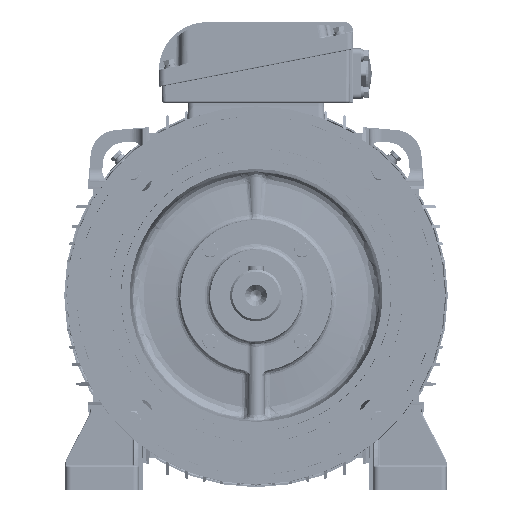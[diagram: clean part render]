
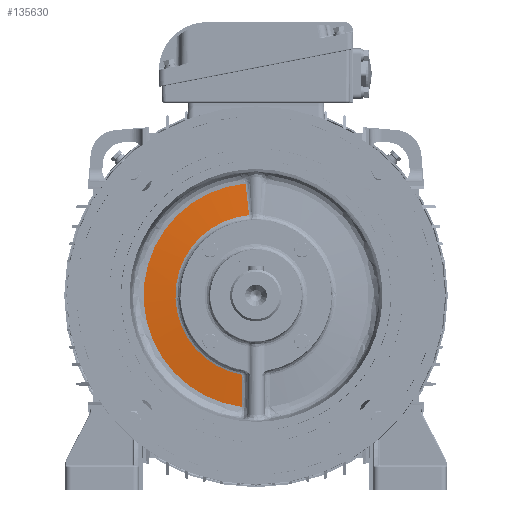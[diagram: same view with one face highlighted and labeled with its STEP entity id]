
A CAD part, front view. The second image highlights one B-rep face of the part: STEP entity #135630.
In plain terms, the highlighted conical face has half-angle 85 degrees and reference radius 103.99 mm.
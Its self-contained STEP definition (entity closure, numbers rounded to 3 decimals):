
#9023 = CARTESIAN_POINT ( 'NONE',  ( 0., 59.026, 0. ) ) ;
#9024 = DIRECTION ( 'NONE',  ( 0., -1., 0. ) ) ;
#9025 = DIRECTION ( 'NONE',  ( 0., 0., -1. ) ) ;
#9362 = B_SPLINE_CURVE_WITH_KNOTS ( 'NONE', 3,
 ( #90347, #90348, #90349, #90350, #90351, #90352, #90353, #90354, #90355, #90356, #90357, #90358, #90359, #90360, #90361, #90362, #90363 ),
 .UNSPECIFIED., .F., .F.,
 ( 4, 2, 2, 1, 1, 1, 1, 1, 2, 2, 4 ),
 ( 0., 0.25, 0.375, 0.438, 0.469, 0.484, 0.492, 0.496, 0.498, 0.5, 1. ),
 .UNSPECIFIED. ) ;
#9369 = B_SPLINE_CURVE_WITH_KNOTS ( 'NONE', 3,
 ( #90368, #90369, #90370, #90371, #90372, #90373, #90374, #90375, #90376, #90377, #90378, #90379, #90380, #90381, #90382, #90383, #90384, #90385, #90386, #90387, #90388, #90389, #90390, #90391, #90392, #90393, #90394, #90395, #90396, #90397 ),
 .UNSPECIFIED., .F., .F.,
 ( 4, 2, 2, 1, 1, 1, 1, 1, 2, 2, 2, 1, 1, 1, 1, 1, 1, 1, 2, 2, 4 ),
 ( 0., 0.125, 0.188, 0.219, 0.234, 0.242, 0.246, 0.248, 0.249, 0.25, 0.375, 0.438, 0.469, 0.484, 0.492, 0.496, 0.498, 0.499, 0.5, 0.5, 1. ),
 .UNSPECIFIED. ) ;
#24521 = CIRCLE ( 'NONE', #115085, 103.989 ) ;
#24522 = CIRCLE ( 'NONE', #115099, 74.564 ) ;
#24725 = CONICAL_SURFACE ( 'NONE', #28026, 103.989, 1.484 ) ;
#28025 = FACE_OUTER_BOUND ( 'NONE', #41385, .T. ) ;
#28026 = AXIS2_PLACEMENT_3D ( 'NONE', #9023, #9024, #9025 ) ;
#41385 = EDGE_LOOP ( 'NONE', ( #65766, #65764, #105757, #65765 ) ) ;
#46085 = CARTESIAN_POINT ( 'NONE',  ( 12.946, 59.026, -103.181 ) ) ;
#46087 = CARTESIAN_POINT ( 'NONE',  ( 9.677, 59.026, 103.538 ) ) ;
#46113 = CARTESIAN_POINT ( 'NONE',  ( 12.924, 61.601, -73.436 ) ) ;
#46117 = CARTESIAN_POINT ( 'NONE',  ( 6.399, 61.601, 74.289 ) ) ;
#65764 = ORIENTED_EDGE ( 'NONE', *, *, #112234, .T. ) ;
#65765 = ORIENTED_EDGE ( 'NONE', *, *, #112236, .T. ) ;
#65766 = ORIENTED_EDGE ( 'NONE', *, *, #112210, .T. ) ;
#90347 = CARTESIAN_POINT ( 'NONE',  ( 12.946, 59.026, -103.181 ) ) ;
#90348 = CARTESIAN_POINT ( 'NONE',  ( 12.944, 59.266, -100.421 ) ) ;
#90349 = CARTESIAN_POINT ( 'NONE',  ( 12.943, 59.497, -97.762 ) ) ;
#90350 = CARTESIAN_POINT ( 'NONE',  ( 12.941, 59.829, -93.924 ) ) ;
#90351 = CARTESIAN_POINT ( 'NONE',  ( 12.94, 59.938, -92.669 ) ) ;
#90352 = CARTESIAN_POINT ( 'NONE',  ( 12.939, 60.098, -90.825 ) ) ;
#90353 = CARTESIAN_POINT ( 'NONE',  ( 12.938, 60.177, -89.913 ) ) ;
#90354 = CARTESIAN_POINT ( 'NONE',  ( 12.937, 60.268, -88.864 ) ) ;
#90355 = CARTESIAN_POINT ( 'NONE',  ( 12.937, 60.313, -88.344 ) ) ;
#90356 = CARTESIAN_POINT ( 'NONE',  ( 12.937, 60.335, -88.085 ) ) ;
#90357 = CARTESIAN_POINT ( 'NONE',  ( 12.937, 60.346, -87.956 ) ) ;
#90358 = CARTESIAN_POINT ( 'NONE',  ( 12.937, 60.351, -87.9 ) ) ;
#90359 = CARTESIAN_POINT ( 'NONE',  ( 12.937, 60.354, -87.864 ) ) ;
#90360 = CARTESIAN_POINT ( 'NONE',  ( 12.937, 60.356, -87.847 ) ) ;
#90361 = CARTESIAN_POINT ( 'NONE',  ( 12.933, 60.808, -82.618 ) ) ;
#90362 = CARTESIAN_POINT ( 'NONE',  ( 12.929, 61.223, -77.821 ) ) ;
#90363 = CARTESIAN_POINT ( 'NONE',  ( 12.924, 61.601, -73.436 ) ) ;
#90368 = CARTESIAN_POINT ( 'NONE',  ( 6.399, 61.601, 74.289 ) ) ;
#90369 = CARTESIAN_POINT ( 'NONE',  ( 6.577, 61.501, 75.412 ) ) ;
#90370 = CARTESIAN_POINT ( 'NONE',  ( 6.755, 61.397, 76.594 ) ) ;
#90371 = CARTESIAN_POINT ( 'NONE',  ( 7.021, 61.233, 78.457 ) ) ;
#90372 = CARTESIAN_POINT ( 'NONE',  ( 7.109, 61.177, 79.092 ) ) ;
#90373 = CARTESIAN_POINT ( 'NONE',  ( 7.241, 61.091, 80.068 ) ) ;
#90374 = CARTESIAN_POINT ( 'NONE',  ( 7.307, 61.047, 80.561 ) ) ;
#90375 = CARTESIAN_POINT ( 'NONE',  ( 7.383, 60.995, 81.147 ) ) ;
#90376 = CARTESIAN_POINT ( 'NONE',  ( 7.421, 60.969, 81.442 ) ) ;
#90377 = CARTESIAN_POINT ( 'NONE',  ( 7.44, 60.956, 81.59 ) ) ;
#90378 = CARTESIAN_POINT ( 'NONE',  ( 7.45, 60.95, 81.664 ) ) ;
#90379 = CARTESIAN_POINT ( 'NONE',  ( 7.454, 60.947, 81.696 ) ) ;
#90380 = CARTESIAN_POINT ( 'NONE',  ( 7.457, 60.945, 81.717 ) ) ;
#90381 = CARTESIAN_POINT ( 'NONE',  ( 7.458, 60.944, 81.73 ) ) ;
#90382 = CARTESIAN_POINT ( 'NONE',  ( 7.604, 60.844, 82.866 ) ) ;
#90383 = CARTESIAN_POINT ( 'NONE',  ( 7.749, 60.74, 84.051 ) ) ;
#90384 = CARTESIAN_POINT ( 'NONE',  ( 7.968, 60.575, 85.915 ) ) ;
#90385 = CARTESIAN_POINT ( 'NONE',  ( 8.078, 60.491, 86.87 ) ) ;
#90386 = CARTESIAN_POINT ( 'NONE',  ( 8.206, 60.39, 88.021 ) ) ;
#90387 = CARTESIAN_POINT ( 'NONE',  ( 8.27, 60.338, 88.606 ) ) ;
#90388 = CARTESIAN_POINT ( 'NONE',  ( 8.302, 60.313, 88.901 ) ) ;
#90389 = CARTESIAN_POINT ( 'NONE',  ( 8.318, 60.299, 89.049 ) ) ;
#90390 = CARTESIAN_POINT ( 'NONE',  ( 8.326, 60.293, 89.123 ) ) ;
#90391 = CARTESIAN_POINT ( 'NONE',  ( 8.33, 60.29, 89.161 ) ) ;
#90392 = CARTESIAN_POINT ( 'NONE',  ( 8.332, 60.288, 89.177 ) ) ;
#90393 = CARTESIAN_POINT ( 'NONE',  ( 8.333, 60.287, 89.187 ) ) ;
#90394 = CARTESIAN_POINT ( 'NONE',  ( 8.334, 60.287, 89.194 ) ) ;
#90395 = CARTESIAN_POINT ( 'NONE',  ( 8.774, 59.928, 93.273 ) ) ;
#90396 = CARTESIAN_POINT ( 'NONE',  ( 9.23, 59.508, 98.052 ) ) ;
#90397 = CARTESIAN_POINT ( 'NONE',  ( 9.677, 59.026, 103.538 ) ) ;
#90402 = CARTESIAN_POINT ( 'NONE',  ( 0., 61.601, 0. ) ) ;
#90403 = DIRECTION ( 'NONE',  ( 0., -1., 0. ) ) ;
#90404 = DIRECTION ( 'NONE',  ( 0., 0., 1. ) ) ;
#91950 = CARTESIAN_POINT ( 'NONE',  ( 0., 59.026, 0. ) ) ;
#91952 = DIRECTION ( 'NONE',  ( 0., 1., 0. ) ) ;
#91953 = DIRECTION ( 'NONE',  ( 0.01, 0., 1. ) ) ;
#105757 = ORIENTED_EDGE ( 'NONE', *, *, #112238, .T. ) ;
#112210 = EDGE_CURVE ( 'NONE', #126642, #126641, #24521, .T. ) ;
#112234 = EDGE_CURVE ( 'NONE', #126641, #126655, #9362, .T. ) ;
#112236 = EDGE_CURVE ( 'NONE', #126657, #126642, #9369, .T. ) ;
#112238 = EDGE_CURVE ( 'NONE', #126655, #126657, #24522, .T. ) ;
#115085 = AXIS2_PLACEMENT_3D ( 'NONE', #91950, #91952, #91953 ) ;
#115099 = AXIS2_PLACEMENT_3D ( 'NONE', #90402, #90403, #90404 ) ;
#126641 = VERTEX_POINT ( 'NONE', #46085 ) ;
#126642 = VERTEX_POINT ( 'NONE', #46087 ) ;
#126655 = VERTEX_POINT ( 'NONE', #46113 ) ;
#126657 = VERTEX_POINT ( 'NONE', #46117 ) ;
#135630 = ADVANCED_FACE ( 'NONE', ( #28025 ), #24725, .T. ) ;
